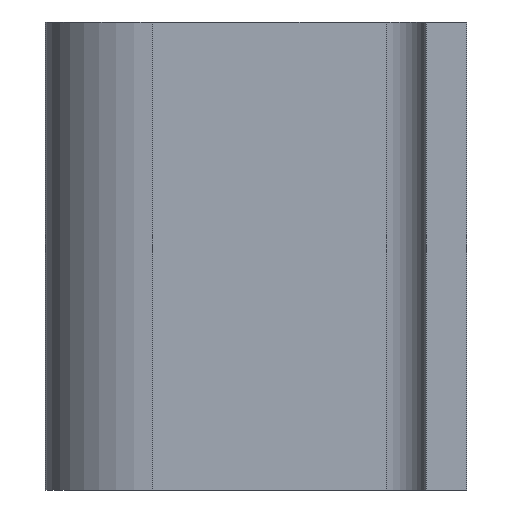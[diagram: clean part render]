
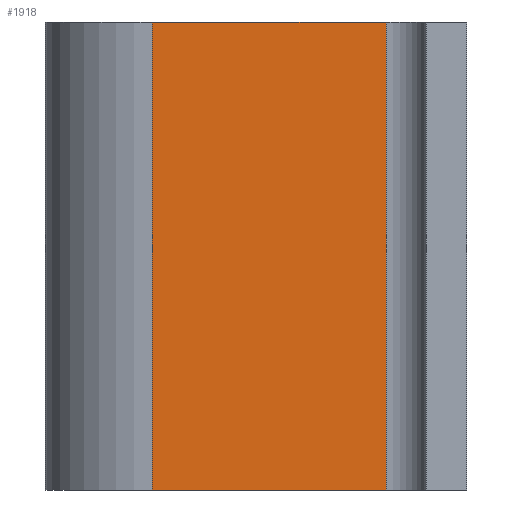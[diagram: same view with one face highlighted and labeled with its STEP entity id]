
A CAD part, left-side view. The second image highlights one B-rep face of the part: STEP entity #1918.
In plain terms, the highlighted planar face has unit normal (-1, 0, 0).
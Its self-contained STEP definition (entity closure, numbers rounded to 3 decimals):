
#279=FACE_OUTER_BOUND('',#394,.T.);
#394=EDGE_LOOP('',(#1727,#1728,#1729,#1730));
#549=LINE('',#3367,#724);
#561=LINE('',#3400,#736);
#564=LINE('',#3408,#739);
#570=LINE('',#3425,#745);
#724=VECTOR('',#2273,10.);
#736=VECTOR('',#2307,10.);
#739=VECTOR('',#2316,10.);
#745=VECTOR('',#2338,10.);
#919=VERTEX_POINT('',#3364);
#920=VERTEX_POINT('',#3366);
#929=VERTEX_POINT('',#3396);
#932=VERTEX_POINT('',#3406);
#1179=EDGE_CURVE('',#920,#919,#549,.T.);
#1196=EDGE_CURVE('',#920,#929,#561,.T.);
#1200=EDGE_CURVE('',#932,#919,#564,.T.);
#1208=EDGE_CURVE('',#932,#929,#570,.T.);
#1727=ORIENTED_EDGE('',*,*,#1196,.F.);
#1728=ORIENTED_EDGE('',*,*,#1179,.T.);
#1729=ORIENTED_EDGE('',*,*,#1200,.F.);
#1730=ORIENTED_EDGE('',*,*,#1208,.T.);
#1815=PLANE('',#2008);
#1918=ADVANCED_FACE('',(#279),#1815,.T.);
#2008=AXIS2_PLACEMENT_3D('',#3424,#2336,#2337);
#2273=DIRECTION('',(0.,1.,0.));
#2307=DIRECTION('',(0.,0.,-1.));
#2316=DIRECTION('',(0.,0.,1.));
#2336=DIRECTION('center_axis',(-1.,0.,0.));
#2337=DIRECTION('ref_axis',(0.,0.,1.));
#2338=DIRECTION('',(0.,-1.,0.));
#3364=CARTESIAN_POINT('',(4.086,24.68,35.));
#3366=CARTESIAN_POINT('',(4.086,7.18,35.));
#3367=CARTESIAN_POINT('',(4.086,32.68,35.));
#3396=CARTESIAN_POINT('',(4.086,7.18,0.));
#3400=CARTESIAN_POINT('',(4.086,7.18,0.));
#3406=CARTESIAN_POINT('',(4.086,24.68,0.));
#3408=CARTESIAN_POINT('',(4.086,24.68,0.));
#3424=CARTESIAN_POINT('Origin',(4.086,4.18,0.));
#3425=CARTESIAN_POINT('',(4.086,32.68,0.));
